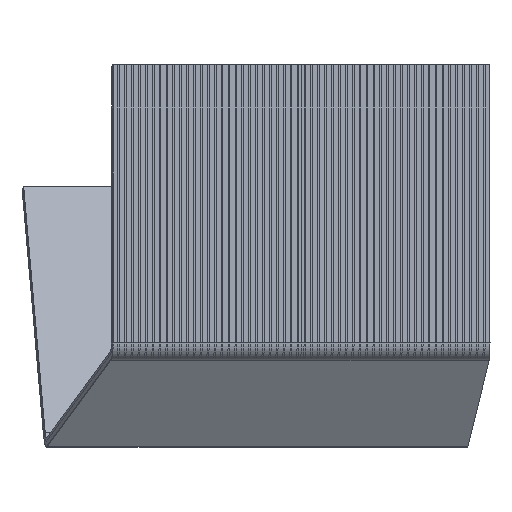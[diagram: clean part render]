
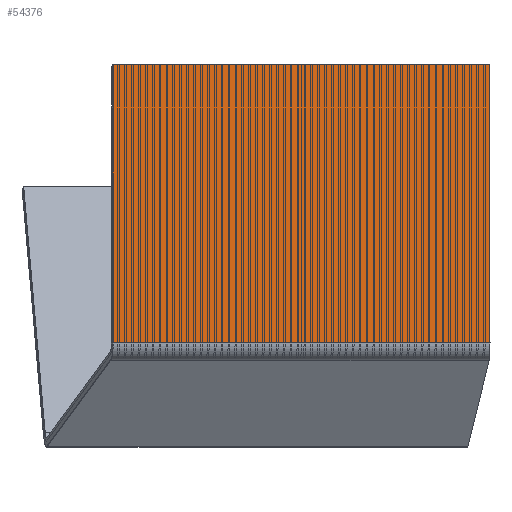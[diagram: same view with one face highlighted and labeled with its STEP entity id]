
A CAD part, left-side view. The second image highlights one B-rep face of the part: STEP entity #54376.
In plain terms, the highlighted planar face has unit normal (-0.993, -0.116, 0).
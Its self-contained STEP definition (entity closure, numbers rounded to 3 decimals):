
#54032 = PLANE('',#54033);
#54033 = AXIS2_PLACEMENT_3D('',#54034,#54035,#54036);
#54034 = CARTESIAN_POINT('',(1.736,-9.848,0.));
#54035 = DIRECTION('',(0.174,-0.985,0.));
#54036 = DIRECTION('',(0.,0.,-1.));
#54084 = PLANE('',#54085);
#54085 = AXIS2_PLACEMENT_3D('',#54086,#54087,#54088);
#54086 = CARTESIAN_POINT('',(-0.069,1.191,0.));
#54087 = DIRECTION('',(0.058,-0.998,0.));
#54088 = DIRECTION('',(0.,0.,-1.));
#54273 = CYLINDRICAL_SURFACE('',#54274,48.);
#54274 = AXIS2_PLACEMENT_3D('',#54275,#54276,#54277);
#54275 = CARTESIAN_POINT('',(8584.266,504.084,
    5308.468));
#54276 = DIRECTION('',(-0.116,0.993,0.)
  );
#54277 = DIRECTION('',(-0.229,-0.027,
    -0.973));
#54289 = VERTEX_POINT('',#54290);
#54290 = CARTESIAN_POINT('',(8536.604,498.396,
    5308.468));
#54319 = EDGE_CURVE('',#54289,#54320,#54322,.T.);
#54320 = VERTEX_POINT('',#54321);
#54321 = CARTESIAN_POINT('',(8422.461,1474.953,
    5308.468));
#54322 = SURFACE_CURVE('',#54323,(#54327,#54334),.PCURVE_S1.);
#54323 = LINE('',#54324,#54325);
#54324 = CARTESIAN_POINT('',(8536.591,498.511,
    5308.468));
#54325 = VECTOR('',#54326,1.);
#54326 = DIRECTION('',(-0.116,0.993,0.)
  );
#54327 = PCURVE('',#54273,#54328);
#54328 = DEFINITIONAL_REPRESENTATION('',(#54329),#54333);
#54329 = LINE('',#54330,#54331);
#54330 = CARTESIAN_POINT('',(1.338,0.));
#54331 = VECTOR('',#54332,1.);
#54332 = DIRECTION('',(0.,1.));
#54333 = ( GEOMETRIC_REPRESENTATION_CONTEXT(2) 
PARAMETRIC_REPRESENTATION_CONTEXT() REPRESENTATION_CONTEXT('2D SPACE',''
  ) );
#54334 = PCURVE('',#54335,#54340);
#54335 = PLANE('',#54336);
#54336 = AXIS2_PLACEMENT_3D('',#54337,#54338,#54339);
#54337 = CARTESIAN_POINT('',(8479.021,991.055,0.));
#54338 = DIRECTION('',(0.993,0.116,0.));
#54339 = DIRECTION('',(0.,0.,-1.));
#54340 = DEFINITIONAL_REPRESENTATION('',(#54341),#54345);
#54341 = LINE('',#54342,#54343);
#54342 = CARTESIAN_POINT('',(-5308.468,-495.897));
#54343 = VECTOR('',#54344,1.);
#54344 = DIRECTION('',(0.,1.));
#54345 = ( GEOMETRIC_REPRESENTATION_CONTEXT(2) 
PARAMETRIC_REPRESENTATION_CONTEXT() REPRESENTATION_CONTEXT('2D SPACE',''
  ) );
#54376 = ADVANCED_FACE('',(#54377),#54335,.F.);
#54377 = FACE_BOUND('',#54378,.F.);
#54378 = EDGE_LOOP('',(#54379,#54400,#54401,#54422));
#54379 = ORIENTED_EDGE('',*,*,#54380,.T.);
#54380 = EDGE_CURVE('',#54381,#54289,#54383,.T.);
#54381 = VERTEX_POINT('',#54382);
#54382 = CARTESIAN_POINT('',(8536.604,498.396,
    6028.908));
#54383 = SURFACE_CURVE('',#54384,(#54388,#54394),.PCURVE_S1.);
#54384 = LINE('',#54385,#54386);
#54385 = CARTESIAN_POINT('',(8536.604,498.396,0.));
#54386 = VECTOR('',#54387,1.);
#54387 = DIRECTION('',(0.,0.,-1.));
#54388 = PCURVE('',#54335,#54389);
#54389 = DEFINITIONAL_REPRESENTATION('',(#54390),#54393);
#54390 = B_SPLINE_CURVE_WITH_KNOTS('',1,(#54391,#54392),.UNSPECIFIED.,
  .F.,.F.,(2,2),(-12000000.,12000000.),.PIECEWISE_BEZIER_KNOTS.);
#54391 = CARTESIAN_POINT('',(-12000000.,-496.013));
#54392 = CARTESIAN_POINT('',(12000000.,-496.013));
#54393 = ( GEOMETRIC_REPRESENTATION_CONTEXT(2) 
PARAMETRIC_REPRESENTATION_CONTEXT() REPRESENTATION_CONTEXT('2D SPACE',''
  ) );
#54394 = PCURVE('',#54084,#54395);
#54395 = DEFINITIONAL_REPRESENTATION('',(#54396),#54399);
#54396 = B_SPLINE_CURVE_WITH_KNOTS('',1,(#54397,#54398),.UNSPECIFIED.,
  .F.,.F.,(2,2),(-12000000.,12000000.),.PIECEWISE_BEZIER_KNOTS.);
#54397 = CARTESIAN_POINT('',(-12000000.,8551.141));
#54398 = CARTESIAN_POINT('',(12000000.,8551.141));
#54399 = ( GEOMETRIC_REPRESENTATION_CONTEXT(2) 
PARAMETRIC_REPRESENTATION_CONTEXT() REPRESENTATION_CONTEXT('2D SPACE',''
  ) );
#54400 = ORIENTED_EDGE('',*,*,#54319,.T.);
#54401 = ORIENTED_EDGE('',*,*,#54402,.F.);
#54402 = EDGE_CURVE('',#54403,#54320,#54405,.T.);
#54403 = VERTEX_POINT('',#54404);
#54404 = CARTESIAN_POINT('',(8422.461,1474.953,
    6028.908));
#54405 = SURFACE_CURVE('',#54406,(#54410,#54416),.PCURVE_S1.);
#54406 = LINE('',#54407,#54408);
#54407 = CARTESIAN_POINT('',(8422.461,1474.953,0.));
#54408 = VECTOR('',#54409,1.);
#54409 = DIRECTION('',(0.,0.,-1.));
#54410 = PCURVE('',#54335,#54411);
#54411 = DEFINITIONAL_REPRESENTATION('',(#54412),#54415);
#54412 = B_SPLINE_CURVE_WITH_KNOTS('',1,(#54413,#54414),.UNSPECIFIED.,
  .F.,.F.,(2,2),(-12000000.,12000000.),.PIECEWISE_BEZIER_KNOTS.);
#54413 = CARTESIAN_POINT('',(-12000000.,487.192));
#54414 = CARTESIAN_POINT('',(12000000.,487.192));
#54415 = ( GEOMETRIC_REPRESENTATION_CONTEXT(2) 
PARAMETRIC_REPRESENTATION_CONTEXT() REPRESENTATION_CONTEXT('2D SPACE',''
  ) );
#54416 = PCURVE('',#54032,#54417);
#54417 = DEFINITIONAL_REPRESENTATION('',(#54418),#54421);
#54418 = B_SPLINE_CURVE_WITH_KNOTS('',1,(#54419,#54420),.UNSPECIFIED.,
  .F.,.F.,(2,2),(-12000000.,12000000.),.PIECEWISE_BEZIER_KNOTS.);
#54419 = CARTESIAN_POINT('',(-12000000.,8550.628));
#54420 = CARTESIAN_POINT('',(12000000.,8550.628));
#54421 = ( GEOMETRIC_REPRESENTATION_CONTEXT(2) 
PARAMETRIC_REPRESENTATION_CONTEXT() REPRESENTATION_CONTEXT('2D SPACE',''
  ) );
#54422 = ORIENTED_EDGE('',*,*,#54423,.T.);
#54423 = EDGE_CURVE('',#54403,#54381,#54424,.T.);
#54424 = SURFACE_CURVE('',#54425,(#54429,#54435),.PCURVE_S1.);
#54425 = LINE('',#54426,#54427);
#54426 = CARTESIAN_POINT('',(8479.021,991.055,
    6028.908));
#54427 = VECTOR('',#54428,1.);
#54428 = DIRECTION('',(0.116,-0.993,0.
    ));
#54429 = PCURVE('',#54335,#54430);
#54430 = DEFINITIONAL_REPRESENTATION('',(#54431),#54434);
#54431 = B_SPLINE_CURVE_WITH_KNOTS('',1,(#54432,#54433),.UNSPECIFIED.,
  .F.,.F.,(2,2),(-12000000.,12000000.),
  .PIECEWISE_BEZIER_KNOTS.);
#54432 = CARTESIAN_POINT('',(-6029.429,12000000.));
#54433 = CARTESIAN_POINT('',(-6028.387,-12000000.));
#54434 = ( GEOMETRIC_REPRESENTATION_CONTEXT(2) 
PARAMETRIC_REPRESENTATION_CONTEXT() REPRESENTATION_CONTEXT('2D SPACE',''
  ) );
#54435 = PCURVE('',#54436,#54441);
#54436 = PLANE('',#54437);
#54437 = AXIS2_PLACEMENT_3D('',#54438,#54439,#54440);
#54438 = CARTESIAN_POINT('',(1792.573,209.521,
    7622.775));
#54439 = DIRECTION('',(0.229,0.027,0.973)
  );
#54440 = DIRECTION('',(0.973,0.,-0.229
    ));
#54441 = DEFINITIONAL_REPRESENTATION('',(#54442),#54445);
#54442 = B_SPLINE_CURVE_WITH_KNOTS('',1,(#54443,#54444),.UNSPECIFIED.,
  .F.,.F.,(2,2),(-12000000.,12000000.),
  .PIECEWISE_BEZIER_KNOTS.);
#54443 = CARTESIAN_POINT('',(-1349248.655,11923907.746));
#54444 = CARTESIAN_POINT('',(1362996.172,-11922344.119));
#54445 = ( GEOMETRIC_REPRESENTATION_CONTEXT(2) 
PARAMETRIC_REPRESENTATION_CONTEXT() REPRESENTATION_CONTEXT('2D SPACE',''
  ) );
